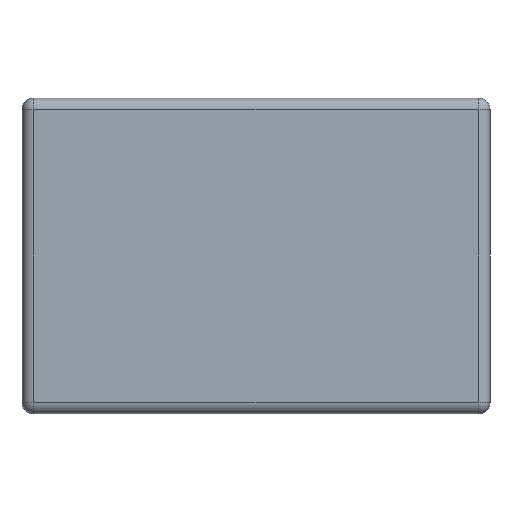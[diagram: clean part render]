
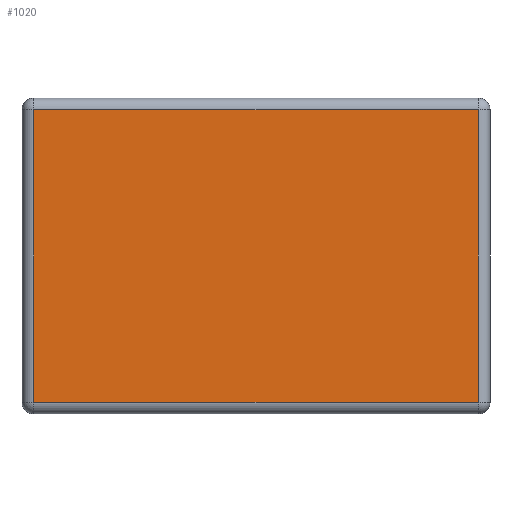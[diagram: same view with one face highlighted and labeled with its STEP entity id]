
A CAD part, front view. The second image highlights one B-rep face of the part: STEP entity #1020.
In plain terms, the highlighted planar face has unit normal (0, -1, 0).
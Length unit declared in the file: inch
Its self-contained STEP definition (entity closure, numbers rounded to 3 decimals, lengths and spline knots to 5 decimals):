
#9 = LINE ( 'NONE', #166, #23 ) ;
#23 = VECTOR ( 'NONE', #402, 39.37008 ) ;
#46 = VERTEX_POINT ( 'NONE', #580 ) ;
#73 = VECTOR ( 'NONE', #556, 39.37008 ) ;
#123 = LINE ( 'NONE', #959, #73 ) ;
#125 = CARTESIAN_POINT ( 'NONE',  ( 80., 0., 1.9685 ) ) ;
#166 = CARTESIAN_POINT ( 'NONE',  ( 0., 0., 52.0315 ) ) ;
#194 = LINE ( 'NONE', #993, #631 ) ;
#225 = EDGE_LOOP ( 'NONE', ( #311, #481, #914, #514 ) ) ;
#311 = ORIENTED_EDGE ( 'NONE', *, *, #867, .T. ) ;
#402 = DIRECTION ( 'NONE',  ( -1., 0., 0. ) ) ;
#419 = CARTESIAN_POINT ( 'NONE',  ( 1.9685, 0., 52.0315 ) ) ;
#446 = FACE_OUTER_BOUND ( 'NONE', #225, .T. ) ;
#457 = DIRECTION ( 'NONE',  ( 1., 0., 0. ) ) ;
#465 = DIRECTION ( 'NONE',  ( 0., 1., 0. ) ) ;
#471 = PLANE ( 'NONE',  #626 ) ;
#481 = ORIENTED_EDGE ( 'NONE', *, *, #1017, .T. ) ;
#491 = CARTESIAN_POINT ( 'NONE',  ( 78.0315, 0., 1.9685 ) ) ;
#511 = DIRECTION ( 'NONE',  ( 0., 0., 1. ) ) ;
#514 = ORIENTED_EDGE ( 'NONE', *, *, #732, .T. ) ;
#555 = CARTESIAN_POINT ( 'NONE',  ( 0., 0., 54. ) ) ;
#556 = DIRECTION ( 'NONE',  ( 0., 0., -1. ) ) ;
#580 = CARTESIAN_POINT ( 'NONE',  ( 1.9685, 0., 1.9685 ) ) ;
#626 = AXIS2_PLACEMENT_3D ( 'NONE', #555, #465, #1050 ) ;
#631 = VECTOR ( 'NONE', #511, 39.37008 ) ;
#732 = EDGE_CURVE ( 'NONE', #750, #1060, #9, .T. ) ;
#742 = CARTESIAN_POINT ( 'NONE',  ( 78.0315, 0., 52.0315 ) ) ;
#750 = VERTEX_POINT ( 'NONE', #742 ) ;
#763 = VECTOR ( 'NONE', #457, 39.37008 ) ;
#831 = EDGE_CURVE ( 'NONE', #1042, #750, #194, .T. ) ;
#867 = EDGE_CURVE ( 'NONE', #1060, #46, #123, .T. ) ;
#893 = LINE ( 'NONE', #125, #763 ) ;
#914 = ORIENTED_EDGE ( 'NONE', *, *, #831, .T. ) ;
#959 = CARTESIAN_POINT ( 'NONE',  ( 1.9685, 0., 54. ) ) ;
#993 = CARTESIAN_POINT ( 'NONE',  ( 78.0315, 0., 54. ) ) ;
#1017 = EDGE_CURVE ( 'NONE', #46, #1042, #893, .T. ) ;
#1020 = ADVANCED_FACE ( 'NONE', ( #446 ), #471, .F. ) ;
#1042 = VERTEX_POINT ( 'NONE', #491 ) ;
#1050 = DIRECTION ( 'NONE',  ( 0., 0., 1. ) ) ;
#1060 = VERTEX_POINT ( 'NONE', #419 ) ;
